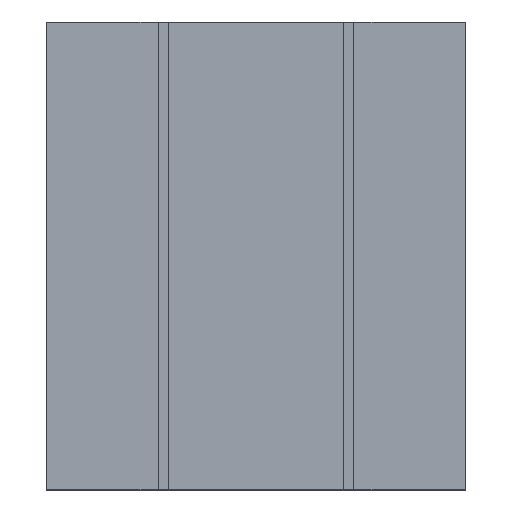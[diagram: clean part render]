
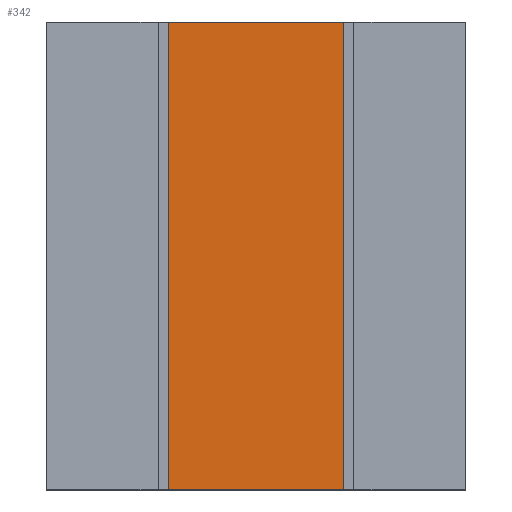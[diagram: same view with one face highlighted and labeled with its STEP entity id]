
A CAD part, top view. The second image highlights one B-rep face of the part: STEP entity #342.
In plain terms, the highlighted planar face has unit normal (0, 0, 1).
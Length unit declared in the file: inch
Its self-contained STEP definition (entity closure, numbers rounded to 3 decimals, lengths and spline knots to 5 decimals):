
#281=CARTESIAN_POINT('',(11.33028,11.82339,-0.5));
#282=VERTEX_POINT('',#281);
#289=CARTESIAN_POINT('',(11.33028,5.82339,-0.5));
#290=VERTEX_POINT('',#289);
#291=CARTESIAN_POINT('',(11.33028,5.82339,-0.5));
#292=DIRECTION('',(0.,1.,0.));
#293=VECTOR('',#292,1.);
#294=LINE('',#291,#293);
#295=EDGE_CURVE('',#290,#282,#294,.T.);
#312=CARTESIAN_POINT('',(9.08028,11.82339,-0.5));
#313=VERTEX_POINT('',#312);
#314=CARTESIAN_POINT('',(9.08028,11.82339,-0.5));
#315=DIRECTION('',(-1.,0.,0.));
#316=VECTOR('',#315,1.);
#317=LINE('',#314,#316);
#318=EDGE_CURVE('',#282,#313,#317,.T.);
#319=ORIENTED_EDGE('',*,*,#318,.T.);
#320=CARTESIAN_POINT('',(9.08028,5.82339,-0.5));
#321=VERTEX_POINT('',#320);
#322=CARTESIAN_POINT('',(9.08028,5.82339,-0.5));
#323=DIRECTION('',(0.,1.,0.));
#324=VECTOR('',#323,1.);
#325=LINE('',#322,#324);
#326=EDGE_CURVE('',#321,#313,#325,.T.);
#327=ORIENTED_EDGE('',*,*,#326,.F.);
#328=CARTESIAN_POINT('',(9.08028,5.82339,-0.5));
#329=DIRECTION('',(1.,0.,0.));
#330=VECTOR('',#329,1.);
#331=LINE('',#328,#330);
#332=EDGE_CURVE('',#321,#290,#331,.T.);
#333=ORIENTED_EDGE('',*,*,#332,.T.);
#334=ORIENTED_EDGE('',*,*,#295,.T.);
#335=EDGE_LOOP('',(#319,#327,#333,#334));
#336=FACE_OUTER_BOUND('',#335,.T.);
#337=CARTESIAN_POINT('',(10.20528,5.82339,-0.5));
#338=DIRECTION('',(0.,0.,1.));
#339=DIRECTION('',(1.,0.,0.));
#340=AXIS2_PLACEMENT_3D('',#337,#338,#339);
#341=PLANE('',#340);
#342=ADVANCED_FACE('',(#336),#341,.T.);
